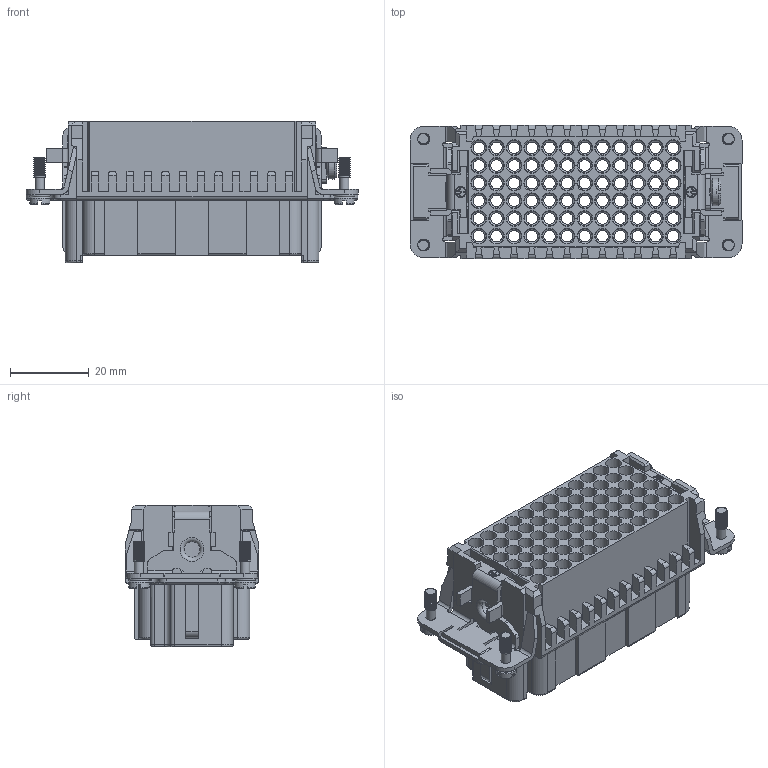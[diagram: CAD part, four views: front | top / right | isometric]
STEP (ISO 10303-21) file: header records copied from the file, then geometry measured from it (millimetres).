
FILE_DESCRIPTION(/* description */ (''),/* implementation_level */ '2;1');
FILE_NAME(/* name */ 'HDD-072-FC.stp',/* time_stamp */ '2023-03-01T10:57:12+08:00',/* author */ (''),/* organization */ (''),/* preprocessor_version */ 'ST-DEVELOPER v16',/* originating_system */ 'SIEMENS PLM Software NX 10.0',/* authorisation */ '');
FILE_SCHEMA (('AUTOMOTIVE_DESIGN { 1 0 10303 214 3 1 1 1 }'));
Products named in the file (1): Admi257431C0tdkv
Bounding box: 84.5 x 33.9 x 36.1 mm (x, y, z)
Surface area: 44657.7 mm2 (no closed solid volume)
Topology: 0 solids, 1 shells, 1482 faces, 3897 edges, 2500 vertices
Faces by surface type: plane 685, cylinder 550, cone 203, torus 28, bspline 12, sphere 4
Full cylindrical faces by diameter (mm): 2.4 x4, 2.433 x2, 2.5 x4, 2.853 x2, 2.9 x72, 3 x40, 3.1 x72, 3.7 x72, 4 x74, 4.8 x24, 5.3 x4, 6.4 x2, 7 x1
Entity records: 52861 total; most frequent: CARTESIAN_POINT 19512, DIRECTION 6989, ORIENTED_EDGE 6168, EDGE_CURVE 3084, AXIS2_PLACEMENT_3D 2595, VERTEX_POINT 2248, EDGE_LOOP 2228, LINE 1799
